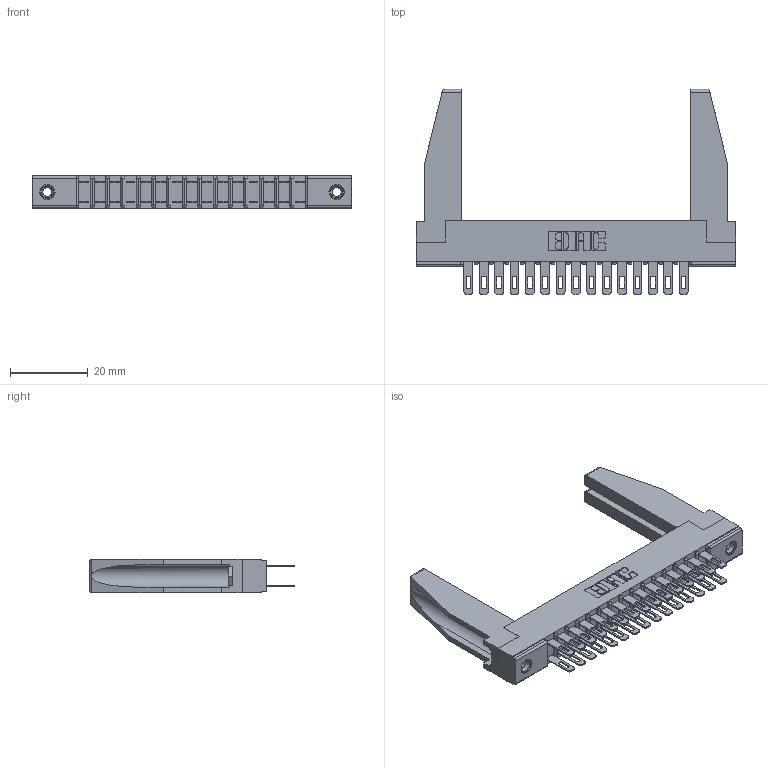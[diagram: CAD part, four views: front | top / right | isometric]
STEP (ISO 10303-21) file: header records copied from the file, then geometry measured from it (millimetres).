
FILE_DESCRIPTION (( 'STEP AP203' ), '1' );
FILE_NAME ('357-030-400-278.STEP', '2020-10-03T05:12:57', ( '' ), ( '' ), 'SwSTEP 2.0', 'SolidWorks 2020', '' );
FILE_SCHEMA (( 'CONFIG_CONTROL_DESIGN' ));
Length unit declared in the file: inch
Products named in the file (5): 307-220-078; 307-290-001_500; 307 Part_.156 Dia Mounting Holes; 345-250-001_345-250-001-102; 357-030-400-278
Assembly tree (35 placements, depth 2):
  357-030-400-278
    307 Part_.156 Dia Mounting Holes
    307-290-001_500  x30
    307-220-078  x2
    345-250-001_345-250-001-102  x2
Bounding box: 82.45 x 52.88 x 8.71 mm (x, y, z)
Volume: 9473.1 mm3; surface area: 13614.4 mm2
Topology: 35 solids, 35 shells, 1644 faces, 4553 edges, 2942 vertices
Faces by surface type: plane 1054, cylinder 542, sphere 32, cone 12, torus 4
Entity records: 19081 total; most frequent: CARTESIAN_POINT 3137, ORIENTED_EDGE 3064, DIRECTION 3040, EDGE_CURVE 1532, VECTOR 1166, LINE 1166, VERTEX_POINT 992, AXIS2_PLACEMENT_3D 937
